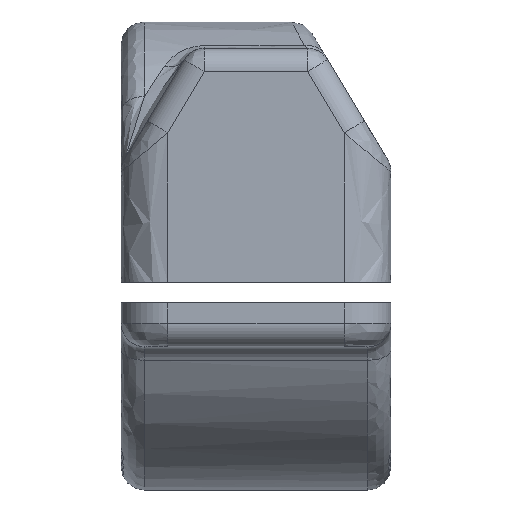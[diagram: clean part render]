
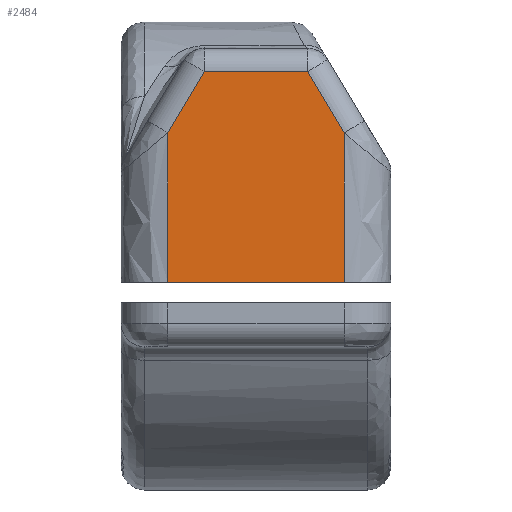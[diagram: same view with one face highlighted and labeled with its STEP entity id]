
A CAD part, left-side view. The second image highlights one B-rep face of the part: STEP entity #2484.
In plain terms, the highlighted free-form (B-spline) face has degree [1, 1] with [2, 2] control points.
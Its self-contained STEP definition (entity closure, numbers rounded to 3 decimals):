
#2456 = EDGE_CURVE('',#2457,#2459,#2461,.T.);
#2457 = VERTEX_POINT('',#2458);
#2458 = CARTESIAN_POINT('',(-13.138,-6.726,
    -0.974));
#2459 = VERTEX_POINT('',#2460);
#2460 = CARTESIAN_POINT('',(-13.138,-13.252,
    -0.974));
#2461 = B_SPLINE_CURVE_WITH_KNOTS('',1,(#2462,#2463),.UNSPECIFIED.,.F.,
  .F.,(2,2),(11.462,18.998),.PIECEWISE_BEZIER_KNOTS.);
#2462 = CARTESIAN_POINT('',(-13.138,-6.726,
    -0.974));
#2463 = CARTESIAN_POINT('',(-13.138,-13.252,
    -0.974));
#2484 = ADVANCED_FACE('',(#2485),#2521,.F.);
#2485 = FACE_BOUND('',#2486,.T.);
#2486 = EDGE_LOOP('',(#2487,#2494,#2501,#2508,#2515,#2520));
#2487 = ORIENTED_EDGE('',*,*,#2488,.T.);
#2488 = EDGE_CURVE('',#2459,#2489,#2491,.T.);
#2489 = VERTEX_POINT('',#2490);
#2490 = CARTESIAN_POINT('',(-13.138,-13.252,4.559
    ));
#2491 = B_SPLINE_CURVE_WITH_KNOTS('',1,(#2492,#2493),.UNSPECIFIED.,.F.,
  .F.,(2,2),(-5.,1.39),.PIECEWISE_BEZIER_KNOTS.);
#2492 = CARTESIAN_POINT('',(-13.138,-13.252,
    -0.974));
#2493 = CARTESIAN_POINT('',(-13.138,-13.252,4.559
    ));
#2494 = ORIENTED_EDGE('',*,*,#2495,.T.);
#2495 = EDGE_CURVE('',#2489,#2496,#2498,.T.);
#2496 = VERTEX_POINT('',#2497);
#2497 = CARTESIAN_POINT('',(-13.138,-11.896,6.82
    ));
#2498 = B_SPLINE_CURVE_WITH_KNOTS('',1,(#2499,#2500),.UNSPECIFIED.,.F.,
  .F.,(2,2),(-5.259,-2.215),.PIECEWISE_BEZIER_KNOTS.);
#2499 = CARTESIAN_POINT('',(-13.138,-13.252,4.559
    ));
#2500 = CARTESIAN_POINT('',(-13.138,-11.896,6.82
    ));
#2501 = ORIENTED_EDGE('',*,*,#2502,.T.);
#2502 = EDGE_CURVE('',#2496,#2503,#2505,.T.);
#2503 = VERTEX_POINT('',#2504);
#2504 = CARTESIAN_POINT('',(-13.138,-8.083,6.82
    ));
#2505 = B_SPLINE_CURVE_WITH_KNOTS('',1,(#2506,#2507),.UNSPECIFIED.,.F.,
  .F.,(2,2),(-4.969,-0.566),.PIECEWISE_BEZIER_KNOTS.);
#2506 = CARTESIAN_POINT('',(-13.138,-11.896,6.82
    ));
#2507 = CARTESIAN_POINT('',(-13.138,-8.083,6.82
    ));
#2508 = ORIENTED_EDGE('',*,*,#2509,.T.);
#2509 = EDGE_CURVE('',#2503,#2510,#2512,.T.);
#2510 = VERTEX_POINT('',#2511);
#2511 = CARTESIAN_POINT('',(-13.138,-6.726,4.559
    ));
#2512 = B_SPLINE_CURVE_WITH_KNOTS('',1,(#2513,#2514),.UNSPECIFIED.,.F.,
  .F.,(2,2),(-13.456,-10.412),.PIECEWISE_BEZIER_KNOTS.);
#2513 = CARTESIAN_POINT('',(-13.138,-8.083,6.82
    ));
#2514 = CARTESIAN_POINT('',(-13.138,-6.726,4.559
    ));
#2515 = ORIENTED_EDGE('',*,*,#2516,.T.);
#2516 = EDGE_CURVE('',#2510,#2457,#2517,.T.);
#2517 = B_SPLINE_CURVE_WITH_KNOTS('',1,(#2518,#2519),.UNSPECIFIED.,.F.,
  .F.,(2,2),(-6.39,0.),.PIECEWISE_BEZIER_KNOTS.);
#2518 = CARTESIAN_POINT('',(-13.138,-6.726,4.559
    ));
#2519 = CARTESIAN_POINT('',(-13.138,-6.726,
    -0.974));
#2520 = ORIENTED_EDGE('',*,*,#2456,.T.);
#2521 = B_SPLINE_SURFACE_WITH_KNOTS('',1,1,(
    (#2522,#2523)
    ,(#2524,#2525
    )),.UNSPECIFIED.,.F.,.F.,.F.,(2,2),(2,2),(-7.875,
    1.125),(-18.998,-11.462),
  .PIECEWISE_BEZIER_KNOTS.);
#2522 = CARTESIAN_POINT('',(-13.138,-13.252,6.82
    ));
#2523 = CARTESIAN_POINT('',(-13.138,-6.726,6.82
    ));
#2524 = CARTESIAN_POINT('',(-13.138,-13.252,
    -0.974));
#2525 = CARTESIAN_POINT('',(-13.138,-6.726,
    -0.974));
